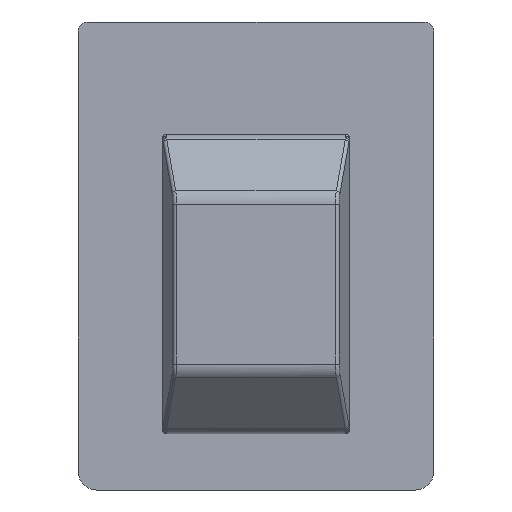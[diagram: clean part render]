
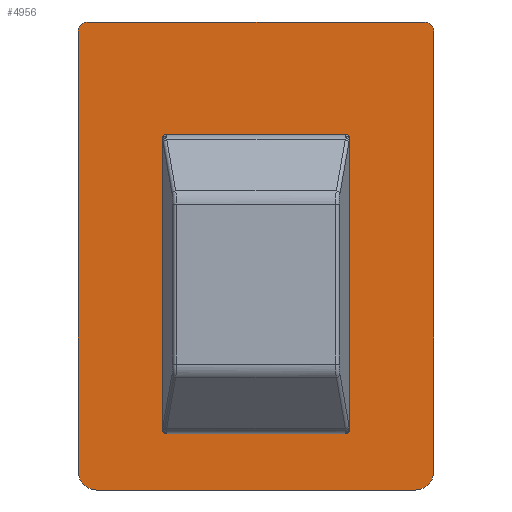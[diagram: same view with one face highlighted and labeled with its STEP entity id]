
A CAD part, front view. The second image highlights one B-rep face of the part: STEP entity #4956.
In plain terms, the highlighted planar face has unit normal (0, -1, 0).
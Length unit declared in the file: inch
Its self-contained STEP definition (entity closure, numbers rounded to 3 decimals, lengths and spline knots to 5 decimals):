
#85 = VECTOR ( 'NONE', #760, 39.37008 ) ;
#166 = CARTESIAN_POINT ( 'NONE',  ( 0.37402, 0., -0.98425 ) ) ;
#169 = VERTEX_POINT ( 'NONE', #1101 ) ;
#187 = DIRECTION ( 'NONE',  ( 0., 0., 1. ) ) ;
#372 = CARTESIAN_POINT ( 'NONE',  ( -0.37402, 0., -0.98425 ) ) ;
#476 = CARTESIAN_POINT ( 'NONE',  ( -0.01969, 0., -0.52756 ) ) ;
#635 = EDGE_CURVE ( 'NONE', #4165, #847, #4945, .T. ) ;
#654 = CARTESIAN_POINT ( 'NONE',  ( -0.35433, 0., -0.01969 ) ) ;
#755 = EDGE_CURVE ( 'NONE', #1868, #2733, #4846, .T. ) ;
#758 = AXIS2_PLACEMENT_3D ( 'NONE', #1532, #3620, #5676 ) ;
#760 = DIRECTION ( 'NONE',  ( 1., 0., 0. ) ) ;
#847 = VERTEX_POINT ( 'NONE', #997 ) ;
#878 = CARTESIAN_POINT ( 'NONE',  ( -0.37402, 0., 0. ) ) ;
#879 = CARTESIAN_POINT ( 'NONE',  ( 0.19685, 0., -0.35039 ) ) ;
#997 = CARTESIAN_POINT ( 'NONE',  ( -0.37402, 0., -0.01969 ) ) ;
#999 = CARTESIAN_POINT ( 'NONE',  ( 0.35433, 0., 0. ) ) ;
#1021 = CARTESIAN_POINT ( 'NONE',  ( -0.19685, 0., -0.98425 ) ) ;
#1045 = CARTESIAN_POINT ( 'NONE',  ( 0.19685, 0., -0.5748 ) ) ;
#1101 = CARTESIAN_POINT ( 'NONE',  ( -0.01969, 0., -0.35039 ) ) ;
#1226 = DIRECTION ( 'NONE',  ( 0., 1., 0. ) ) ;
#1287 = ORIENTED_EDGE ( 'NONE', *, *, #5207, .T. ) ;
#1328 = LINE ( 'NONE', #3861, #3983 ) ;
#1344 = EDGE_CURVE ( 'NONE', #4660, #1809, #4699, .T. ) ;
#1346 = CARTESIAN_POINT ( 'NONE',  ( -0.33465, 0., -0.98425 ) ) ;
#1350 = VERTEX_POINT ( 'NONE', #2136 ) ;
#1361 = CARTESIAN_POINT ( 'NONE',  ( -0.19685, 0., -0.75197 ) ) ;
#1455 = LINE ( 'NONE', #6178, #1632 ) ;
#1489 = EDGE_CURVE ( 'NONE', #847, #1350, #2911, .T. ) ;
#1532 = CARTESIAN_POINT ( 'NONE',  ( 0.33465, 0., -0.94488 ) ) ;
#1540 = ORIENTED_EDGE ( 'NONE', *, *, #755, .T. ) ;
#1574 = EDGE_CURVE ( 'NONE', #5939, #5406, #3143, .T. ) ;
#1632 = VECTOR ( 'NONE', #3552, 39.37008 ) ;
#1668 = DIRECTION ( 'NONE',  ( 0., 0., 1. ) ) ;
#1709 = AXIS2_PLACEMENT_3D ( 'NONE', #476, #5564, #1986 ) ;
#1809 = VERTEX_POINT ( 'NONE', #4691 ) ;
#1821 = EDGE_CURVE ( 'NONE', #2733, #4660, #1455, .T. ) ;
#1868 = VERTEX_POINT ( 'NONE', #1045 ) ;
#1922 = FACE_BOUND ( 'NONE', #3914, .T. ) ;
#1986 = DIRECTION ( 'NONE',  ( 0., 0., 1. ) ) ;
#2040 = VECTOR ( 'NONE', #2254, 39.37008 ) ;
#2136 = CARTESIAN_POINT ( 'NONE',  ( -0.35433, 0., 0. ) ) ;
#2157 = VECTOR ( 'NONE', #3188, 39.37008 ) ;
#2218 = EDGE_CURVE ( 'NONE', #6294, #2220, #6149, .T. ) ;
#2220 = VERTEX_POINT ( 'NONE', #3085 ) ;
#2244 = CIRCLE ( 'NONE', #1709, 0.17717 ) ;
#2254 = DIRECTION ( 'NONE',  ( 0., 0., 1. ) ) ;
#2328 = LINE ( 'NONE', #4388, #5180 ) ;
#2353 = DIRECTION ( 'NONE',  ( 0., 1., 0. ) ) ;
#2479 = EDGE_CURVE ( 'NONE', #169, #4897, #2328, .T. ) ;
#2508 = DIRECTION ( 'NONE',  ( 0., 0., 1. ) ) ;
#2540 = CARTESIAN_POINT ( 'NONE',  ( 0.35433, 0., -0.01969 ) ) ;
#2546 = ORIENTED_EDGE ( 'NONE', *, *, #4993, .T. ) ;
#2576 = VECTOR ( 'NONE', #5944, 39.37008 ) ;
#2714 = DIRECTION ( 'NONE',  ( 0., -1., 0. ) ) ;
#2733 = VERTEX_POINT ( 'NONE', #5763 ) ;
#2811 = CARTESIAN_POINT ( 'NONE',  ( -0.33465, 0., -0.94488 ) ) ;
#2859 = CARTESIAN_POINT ( 'NONE',  ( 0.01969, 0., -0.5748 ) ) ;
#2911 = CIRCLE ( 'NONE', #3024, 0.01969 ) ;
#2976 = DIRECTION ( 'NONE',  ( 0., 1., 0. ) ) ;
#3024 = AXIS2_PLACEMENT_3D ( 'NONE', #654, #1226, #3284 ) ;
#3085 = CARTESIAN_POINT ( 'NONE',  ( 0.37402, 0., -0.01969 ) ) ;
#3143 = CIRCLE ( 'NONE', #758, 0.03937 ) ;
#3159 = ORIENTED_EDGE ( 'NONE', *, *, #1821, .T. ) ;
#3188 = DIRECTION ( 'NONE',  ( 0., 0., 1. ) ) ;
#3284 = DIRECTION ( 'NONE',  ( 0., 0., -1. ) ) ;
#3384 = DIRECTION ( 'NONE',  ( 0., 0., -1. ) ) ;
#3552 = DIRECTION ( 'NONE',  ( -1., 0., 0. ) ) ;
#3599 = ORIENTED_EDGE ( 'NONE', *, *, #2218, .F. ) ;
#3620 = DIRECTION ( 'NONE',  ( 0., 1., 0. ) ) ;
#3703 = ORIENTED_EDGE ( 'NONE', *, *, #4418, .T. ) ;
#3861 = CARTESIAN_POINT ( 'NONE',  ( 0.19685, 0., -0.98425 ) ) ;
#3914 = EDGE_LOOP ( 'NONE', ( #4563, #4204, #5871, #6093, #1540, #3159 ) ) ;
#3977 = AXIS2_PLACEMENT_3D ( 'NONE', #2811, #2714, #1668 ) ;
#3983 = VECTOR ( 'NONE', #3384, 39.37008 ) ;
#3992 = LINE ( 'NONE', #878, #2576 ) ;
#4018 = ORIENTED_EDGE ( 'NONE', *, *, #1574, .F. ) ;
#4044 = CARTESIAN_POINT ( 'NONE',  ( 0.33465, 0., -0.98425 ) ) ;
#4165 = VERTEX_POINT ( 'NONE', #5006 ) ;
#4204 = ORIENTED_EDGE ( 'NONE', *, *, #5342, .T. ) ;
#4388 = CARTESIAN_POINT ( 'NONE',  ( -0.37402, 0., -0.35039 ) ) ;
#4418 = EDGE_CURVE ( 'NONE', #6118, #5406, #5851, .T. ) ;
#4426 = FACE_OUTER_BOUND ( 'NONE', #5943, .T. ) ;
#4484 = DIRECTION ( 'NONE',  ( 0., -1., 0. ) ) ;
#4510 = VECTOR ( 'NONE', #5844, 39.37008 ) ;
#4563 = ORIENTED_EDGE ( 'NONE', *, *, #1344, .T. ) ;
#4660 = VERTEX_POINT ( 'NONE', #1361 ) ;
#4691 = CARTESIAN_POINT ( 'NONE',  ( -0.19685, 0., -0.52756 ) ) ;
#4699 = LINE ( 'NONE', #1021, #2157 ) ;
#4846 = CIRCLE ( 'NONE', #5169, 0.17717 ) ;
#4897 = VERTEX_POINT ( 'NONE', #879 ) ;
#4925 = ORIENTED_EDGE ( 'NONE', *, *, #5024, .T. ) ;
#4945 = LINE ( 'NONE', #6328, #2040 ) ;
#4956 = ADVANCED_FACE ( 'NONE', ( #4426, #1922 ), #4990, .T. ) ;
#4990 = PLANE ( 'NONE',  #5582 ) ;
#4993 = EDGE_CURVE ( 'NONE', #5939, #2220, #5331, .T. ) ;
#5006 = CARTESIAN_POINT ( 'NONE',  ( -0.37402, 0., -0.94488 ) ) ;
#5024 = EDGE_CURVE ( 'NONE', #4165, #6118, #5368, .T. ) ;
#5169 = AXIS2_PLACEMENT_3D ( 'NONE', #2859, #2353, #187 ) ;
#5180 = VECTOR ( 'NONE', #6441, 39.37008 ) ;
#5207 = EDGE_CURVE ( 'NONE', #6294, #1350, #3992, .T. ) ;
#5278 = CARTESIAN_POINT ( 'NONE',  ( -0.37402, 0., -0.98425 ) ) ;
#5331 = LINE ( 'NONE', #166, #4510 ) ;
#5342 = EDGE_CURVE ( 'NONE', #1809, #169, #2244, .T. ) ;
#5368 = CIRCLE ( 'NONE', #3977, 0.03937 ) ;
#5406 = VERTEX_POINT ( 'NONE', #4044 ) ;
#5564 = DIRECTION ( 'NONE',  ( 0., 1., 0. ) ) ;
#5582 = AXIS2_PLACEMENT_3D ( 'NONE', #372, #4484, #6045 ) ;
#5608 = AXIS2_PLACEMENT_3D ( 'NONE', #2540, #2976, #2508 ) ;
#5620 = ORIENTED_EDGE ( 'NONE', *, *, #635, .F. ) ;
#5676 = DIRECTION ( 'NONE',  ( 1., 0., 0. ) ) ;
#5694 = EDGE_CURVE ( 'NONE', #4897, #1868, #1328, .T. ) ;
#5763 = CARTESIAN_POINT ( 'NONE',  ( 0.01969, 0., -0.75197 ) ) ;
#5844 = DIRECTION ( 'NONE',  ( 0., 0., 1. ) ) ;
#5851 = LINE ( 'NONE', #5278, #85 ) ;
#5871 = ORIENTED_EDGE ( 'NONE', *, *, #2479, .T. ) ;
#5939 = VERTEX_POINT ( 'NONE', #6173 ) ;
#5943 = EDGE_LOOP ( 'NONE', ( #1287, #6586, #5620, #4925, #3703, #4018, #2546, #3599 ) ) ;
#5944 = DIRECTION ( 'NONE',  ( -1., 0., 0. ) ) ;
#6045 = DIRECTION ( 'NONE',  ( 0., 0., -1. ) ) ;
#6093 = ORIENTED_EDGE ( 'NONE', *, *, #5694, .T. ) ;
#6118 = VERTEX_POINT ( 'NONE', #1346 ) ;
#6149 = CIRCLE ( 'NONE', #5608, 0.01969 ) ;
#6173 = CARTESIAN_POINT ( 'NONE',  ( 0.37402, 0., -0.94488 ) ) ;
#6178 = CARTESIAN_POINT ( 'NONE',  ( -0.37402, 0., -0.75197 ) ) ;
#6294 = VERTEX_POINT ( 'NONE', #999 ) ;
#6328 = CARTESIAN_POINT ( 'NONE',  ( -0.37402, 0., -0.98425 ) ) ;
#6441 = DIRECTION ( 'NONE',  ( 1., 0., 0. ) ) ;
#6586 = ORIENTED_EDGE ( 'NONE', *, *, #1489, .F. ) ;
